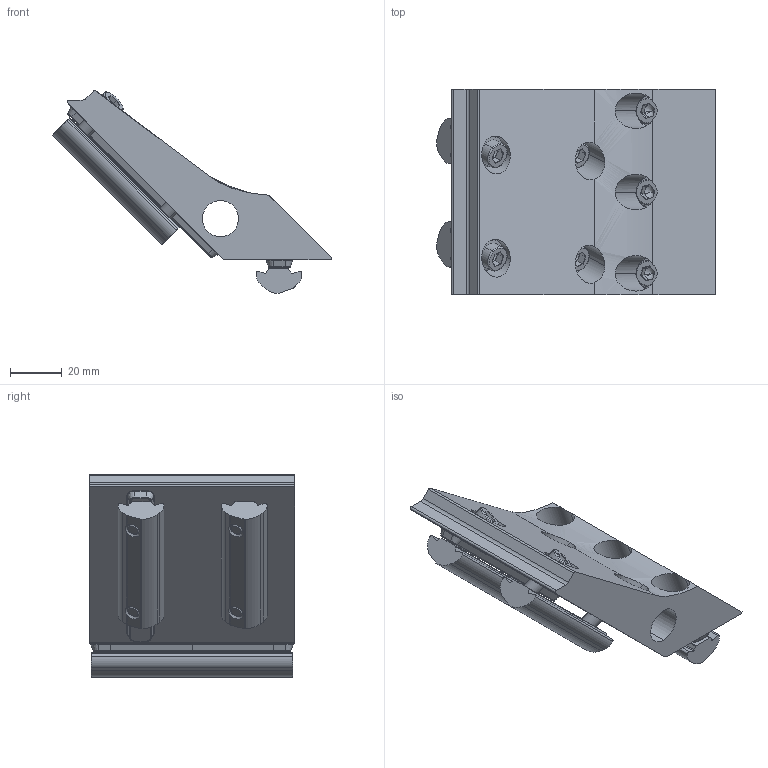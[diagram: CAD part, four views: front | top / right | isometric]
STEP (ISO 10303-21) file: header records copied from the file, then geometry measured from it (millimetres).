
FILE_DESCRIPTION (( 'STEP AP214' ), '1' );
FILE_NAME ('80mm 3-Way Recessed Corner Bracket Kit - Right (40C3W-0451-003-01).STEP', '2023-06-16T12:22:19', ( '' ), ( '' ), 'SwSTEP 2.0', 'SolidWorks 2020', '' );
FILE_SCHEMA (( 'AUTOMOTIVE_DESIGN' ));
Length unit declared in the file: millimetre
Products named in the file (1): 80mm 3-Way Recessed Corner Bracket Kit - Right (40C3W-0451-003-01)
Bounding box: 108.21 x 79.5 x 78.62 mm (x, y, z)
Volume: 160538.1 mm3; surface area: 49492.5 mm2
Topology: 11 solids, 11 shells, 459 faces, 1092 edges, 659 vertices
Faces by surface type: cylinder 194, plane 128, cone 78, torus 58, bspline 1
Entity records: 18566 total; most frequent: CARTESIAN_POINT 2842, DIRECTION 2292, ORIENTED_EDGE 2156, EDGE_CURVE 1078, AXIS2_PLACEMENT_3D 879, VERTEX_POINT 659, LINE 534, VECTOR 534
